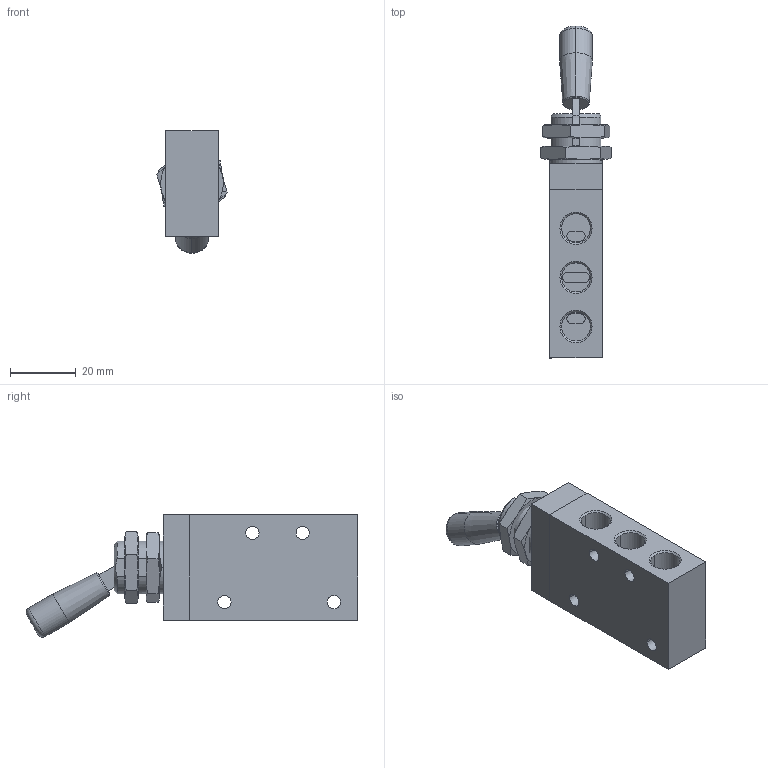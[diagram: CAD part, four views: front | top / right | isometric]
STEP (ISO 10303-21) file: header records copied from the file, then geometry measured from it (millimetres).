
FILE_DESCRIPTION (( 'STEP AP214' ), '1' );
FILE_NAME ('05_217_4.STEP', '2016-05-13T15:05:48', ( '' ), ( '' ), 'SwSTEP 2.0', 'SolidWorks 2016', '' );
FILE_SCHEMA (( 'AUTOMOTIVE_DESIGN' ));
Length unit declared in the file: millimetre
Products named in the file (1): 05_217_4
Bounding box: 21.32 x 100.69 x 37.18 mm (x, y, z)
Volume: 33744.5 mm3; surface area: 14051.7 mm2
Topology: 5 solids, 5 shells, 361 faces, 877 edges, 540 vertices
Faces by surface type: cone 157, cylinder 98, plane 96, torus 10
Entity records: 11421 total; most frequent: CARTESIAN_POINT 2077, DIRECTION 1972, ORIENTED_EDGE 1746, EDGE_CURVE 873, AXIS2_PLACEMENT_3D 797, VERTEX_POINT 540, CIRCLE 435, EDGE_LOOP 387
